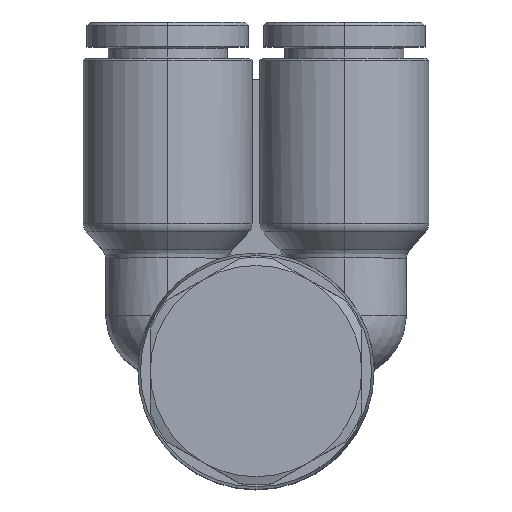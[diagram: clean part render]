
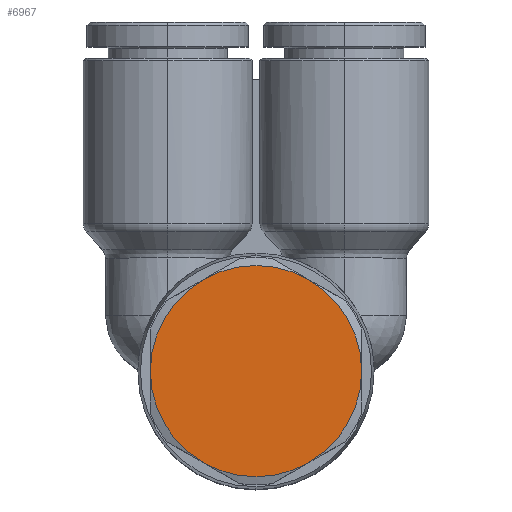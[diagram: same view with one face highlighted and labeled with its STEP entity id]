
A CAD part, top view. The second image highlights one B-rep face of the part: STEP entity #6967.
In plain terms, the highlighted planar face has unit normal (0, 0, 1).
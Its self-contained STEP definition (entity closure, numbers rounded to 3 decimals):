
#6337=CARTESIAN_POINT('',(4.5,-1.4,12.0));
#6338=VERTEX_POINT('',#6337);
#6361=CARTESIAN_POINT('',(11.861,2.85,12.0));
#6362=VERTEX_POINT('',#6361);
#6376=CARTESIAN_POINT('',(4.5,7.1,12.0));
#6377=DIRECTION('',(0.0,0.0,1.0));
#6378=DIRECTION('',(0.0,1.0,0.0));
#6379=AXIS2_PLACEMENT_3D('',#6376,#6377,#6378);
#6380=CIRCLE('',#6379,8.5);
#6381=EDGE_CURVE('',#6338,#6362,#6380,.T.);
#6391=CARTESIAN_POINT('',(11.861,11.35,12.0));
#6392=VERTEX_POINT('',#6391);
#6408=CARTESIAN_POINT('',(4.5,7.1,12.0));
#6409=DIRECTION('',(0.0,0.0,1.0));
#6410=DIRECTION('',(0.0,1.0,0.0));
#6411=AXIS2_PLACEMENT_3D('',#6408,#6409,#6410);
#6412=CIRCLE('',#6411,8.5);
#6413=EDGE_CURVE('',#6362,#6392,#6412,.T.);
#6447=CARTESIAN_POINT('',(-2.861,2.85,12.0));
#6448=VERTEX_POINT('',#6447);
#6484=CARTESIAN_POINT('',(4.5,7.1,12.0));
#6485=DIRECTION('',(0.0,0.0,1.0));
#6486=DIRECTION('',(0.0,1.0,0.0));
#6487=AXIS2_PLACEMENT_3D('',#6484,#6485,#6486);
#6488=CIRCLE('',#6487,8.5);
#6489=EDGE_CURVE('',#6448,#6338,#6488,.T.);
#6501=CARTESIAN_POINT('',(-2.861,11.35,12.0));
#6502=VERTEX_POINT('',#6501);
#6538=CARTESIAN_POINT('',(4.5,7.1,12.0));
#6539=DIRECTION('',(0.0,0.0,1.0));
#6540=DIRECTION('',(0.0,1.0,0.0));
#6541=AXIS2_PLACEMENT_3D('',#6538,#6539,#6540);
#6542=CIRCLE('',#6541,8.5);
#6543=EDGE_CURVE('',#6502,#6448,#6542,.T.);
#6553=CARTESIAN_POINT('',(4.5,15.6,12.0));
#6554=VERTEX_POINT('',#6553);
#6570=CARTESIAN_POINT('',(4.5,7.1,12.0));
#6571=DIRECTION('',(0.0,0.0,1.0));
#6572=DIRECTION('',(0.0,1.0,0.0));
#6573=AXIS2_PLACEMENT_3D('',#6570,#6571,#6572);
#6574=CIRCLE('',#6573,8.5);
#6575=EDGE_CURVE('',#6392,#6554,#6574,.T.);
#6644=CARTESIAN_POINT('',(4.5,7.1,12.0));
#6645=DIRECTION('',(0.0,0.0,1.0));
#6646=DIRECTION('',(0.0,1.0,0.0));
#6647=AXIS2_PLACEMENT_3D('',#6644,#6645,#6646);
#6648=CIRCLE('',#6647,8.5);
#6649=EDGE_CURVE('',#6554,#6502,#6648,.T.);
#6954=CARTESIAN_POINT('',(4.5,7.1,12.0));
#6955=DIRECTION('',(0.0,0.0,-1.0));
#6956=DIRECTION('',(0.0,-1.0,0.0));
#6957=AXIS2_PLACEMENT_3D('',#6954,#6955,#6956);
#6958=PLANE('',#6957);
#6959=ORIENTED_EDGE('',*,*,#6413,.T.);
#6960=ORIENTED_EDGE('',*,*,#6575,.T.);
#6961=ORIENTED_EDGE('',*,*,#6649,.T.);
#6962=ORIENTED_EDGE('',*,*,#6543,.T.);
#6963=ORIENTED_EDGE('',*,*,#6489,.T.);
#6964=ORIENTED_EDGE('',*,*,#6381,.T.);
#6965=EDGE_LOOP('',(#6959,#6960,#6961,#6962,#6963,#6964));
#6966=FACE_OUTER_BOUND('',#6965,.T.);
#6967=ADVANCED_FACE('',(#6966),#6958,.F.);
